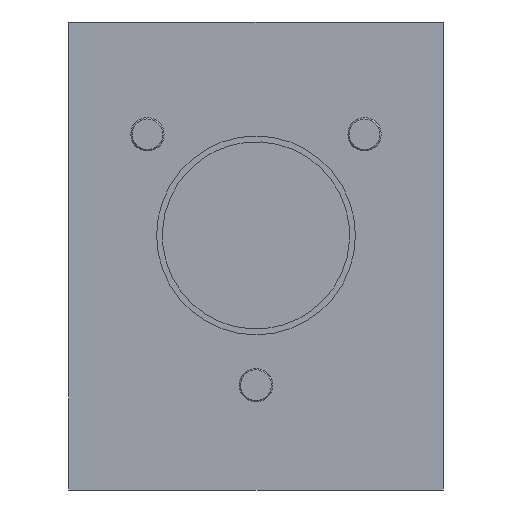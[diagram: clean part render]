
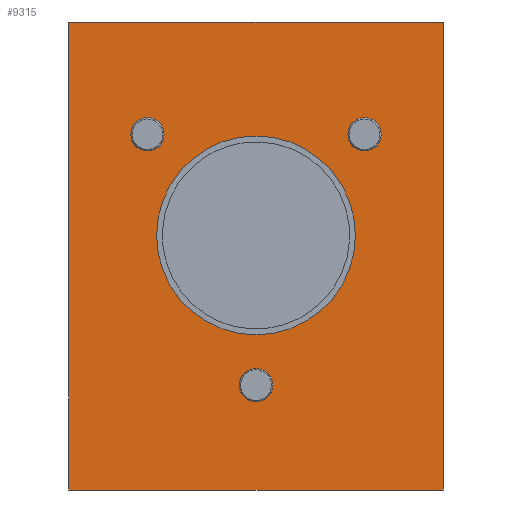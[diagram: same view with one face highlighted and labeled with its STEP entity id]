
A CAD part, front view. The second image highlights one B-rep face of the part: STEP entity #9315.
In plain terms, the highlighted planar face has unit normal (0, -1, 0).
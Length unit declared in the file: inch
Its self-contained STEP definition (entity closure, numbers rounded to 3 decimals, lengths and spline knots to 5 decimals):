
#4 = EDGE_CURVE ( 'NONE', #6942, #4208, #7405, .T. ) ;
#11 = VECTOR ( 'NONE', #6595, 39.37008 ) ;
#146 = CIRCLE ( 'NONE', #7597, 0.0445 ) ;
#208 = CARTESIAN_POINT ( 'NONE',  ( 0.00007, -0.5, -0.4445 ) ) ;
#210 = DIRECTION ( 'NONE',  ( 0., 0., 1. ) ) ;
#298 = EDGE_CURVE ( 'NONE', #5952, #1903, #146, .T. ) ;
#324 = CARTESIAN_POINT ( 'NONE',  ( 0.00007, -0.5, 0. ) ) ;
#339 = DIRECTION ( 'NONE',  ( 0., 0., 1. ) ) ;
#475 = CARTESIAN_POINT ( 'NONE',  ( 0., -0.5, 0. ) ) ;
#802 = DIRECTION ( 'NONE',  ( 0., 1., 0. ) ) ;
#864 = VECTOR ( 'NONE', #9062, 39.37008 ) ;
#1004 = ORIENTED_EDGE ( 'NONE', *, *, #4, .T. ) ;
#1085 = EDGE_CURVE ( 'NONE', #1903, #5952, #1430, .T. ) ;
#1126 = VERTEX_POINT ( 'NONE', #9471 ) ;
#1215 = DIRECTION ( 'NONE',  ( 0., 1., 0. ) ) ;
#1254 = AXIS2_PLACEMENT_3D ( 'NONE', #324, #1215, #3707 ) ;
#1359 = ORIENTED_EDGE ( 'NONE', *, *, #10254, .F. ) ;
#1430 = CIRCLE ( 'NONE', #10657, 0.0445 ) ;
#1480 = FACE_BOUND ( 'NONE', #1830, .T. ) ;
#1513 = CARTESIAN_POINT ( 'NONE',  ( 0.00007, -0.5, -0.3555 ) ) ;
#1643 = AXIS2_PLACEMENT_3D ( 'NONE', #6154, #5307, #6311 ) ;
#1830 = EDGE_LOOP ( 'NONE', ( #9538, #2974 ) ) ;
#1838 = EDGE_CURVE ( 'NONE', #1126, #8814, #3921, .T. ) ;
#1903 = VERTEX_POINT ( 'NONE', #8090 ) ;
#2120 = CARTESIAN_POINT ( 'NONE',  ( 0.50007, -0.5, 0. ) ) ;
#2129 = CARTESIAN_POINT ( 'NONE',  ( -0.28993, -0.5, 0.27 ) ) ;
#2174 = VERTEX_POINT ( 'NONE', #8854 ) ;
#2585 = DIRECTION ( 'NONE',  ( 0., 0., 1. ) ) ;
#2968 = EDGE_CURVE ( 'NONE', #2174, #8656, #7058, .T. ) ;
#2974 = ORIENTED_EDGE ( 'NONE', *, *, #7203, .T. ) ;
#3187 = VERTEX_POINT ( 'NONE', #208 ) ;
#3335 = AXIS2_PLACEMENT_3D ( 'NONE', #8412, #802, #2585 ) ;
#3395 = ORIENTED_EDGE ( 'NONE', *, *, #7925, .T. ) ;
#3533 = DIRECTION ( 'NONE',  ( 0., 0., 1. ) ) ;
#3707 = DIRECTION ( 'NONE',  ( 0., 0., 1. ) ) ;
#3764 = DIRECTION ( 'NONE',  ( 0., 1., 0. ) ) ;
#3788 = EDGE_CURVE ( 'NONE', #8656, #2174, #8861, .T. ) ;
#3914 = FACE_OUTER_BOUND ( 'NONE', #9934, .T. ) ;
#3921 = LINE ( 'NONE', #5765, #11 ) ;
#4014 = CARTESIAN_POINT ( 'NONE',  ( -0.28993, -0.5, 0.2255 ) ) ;
#4208 = VERTEX_POINT ( 'NONE', #4014 ) ;
#4370 = EDGE_LOOP ( 'NONE', ( #5454, #8851 ) ) ;
#4495 = CIRCLE ( 'NONE', #10718, 0.0445 ) ;
#4514 = CIRCLE ( 'NONE', #10740, 0.0445 ) ;
#5000 = CIRCLE ( 'NONE', #1643, 0.0445 ) ;
#5096 = DIRECTION ( 'NONE',  ( 0., 0., 1. ) ) ;
#5248 = DIRECTION ( 'NONE',  ( 0., 1., 0. ) ) ;
#5307 = DIRECTION ( 'NONE',  ( 0., 1., 0. ) ) ;
#5454 = ORIENTED_EDGE ( 'NONE', *, *, #2968, .T. ) ;
#5514 = DIRECTION ( 'NONE',  ( 0., 0., -1. ) ) ;
#5583 = CARTESIAN_POINT ( 'NONE',  ( 0., -0.5, -0.68 ) ) ;
#5765 = CARTESIAN_POINT ( 'NONE',  ( -0.49993, -0.5, 0. ) ) ;
#5798 = EDGE_CURVE ( 'NONE', #6297, #8549, #10568, .T. ) ;
#5891 = CARTESIAN_POINT ( 'NONE',  ( 0.00007, -0.5, 0.2655 ) ) ;
#5952 = VERTEX_POINT ( 'NONE', #6805 ) ;
#6154 = CARTESIAN_POINT ( 'NONE',  ( 0.00007, -0.5, -0.4 ) ) ;
#6200 = ORIENTED_EDGE ( 'NONE', *, *, #1838, .F. ) ;
#6259 = EDGE_CURVE ( 'NONE', #4208, #6942, #4495, .T. ) ;
#6297 = VERTEX_POINT ( 'NONE', #6509 ) ;
#6311 = DIRECTION ( 'NONE',  ( 0., 0., 1. ) ) ;
#6348 = DIRECTION ( 'NONE',  ( 0., 0., 1. ) ) ;
#6482 = LINE ( 'NONE', #9858, #10939 ) ;
#6509 = CARTESIAN_POINT ( 'NONE',  ( 0.50007, -0.5, 0.57 ) ) ;
#6530 = DIRECTION ( 'NONE',  ( -1., 0., 0. ) ) ;
#6595 = DIRECTION ( 'NONE',  ( 0., 0., 1. ) ) ;
#6805 = CARTESIAN_POINT ( 'NONE',  ( 0.29007, -0.5, 0.2255 ) ) ;
#6896 = CARTESIAN_POINT ( 'NONE',  ( 0.00007, -0.5, 0. ) ) ;
#6942 = VERTEX_POINT ( 'NONE', #10328 ) ;
#7058 = CIRCLE ( 'NONE', #10792, 0.2655 ) ;
#7061 = ORIENTED_EDGE ( 'NONE', *, *, #1085, .T. ) ;
#7132 = ORIENTED_EDGE ( 'NONE', *, *, #298, .T. ) ;
#7142 = FACE_BOUND ( 'NONE', #8751, .T. ) ;
#7203 = EDGE_CURVE ( 'NONE', #3187, #8254, #4514, .T. ) ;
#7311 = DIRECTION ( 'NONE',  ( 0., 1., 0. ) ) ;
#7405 = CIRCLE ( 'NONE', #3335, 0.0445 ) ;
#7586 = DIRECTION ( 'NONE',  ( 0., 1., 0. ) ) ;
#7597 = AXIS2_PLACEMENT_3D ( 'NONE', #10241, #5248, #3533 ) ;
#7822 = CARTESIAN_POINT ( 'NONE',  ( 0.29007, -0.5, 0.27 ) ) ;
#7925 = EDGE_CURVE ( 'NONE', #6297, #8814, #6482, .T. ) ;
#8090 = CARTESIAN_POINT ( 'NONE',  ( 0.29007, -0.5, 0.3145 ) ) ;
#8214 = VECTOR ( 'NONE', #5514, 39.37008 ) ;
#8254 = VERTEX_POINT ( 'NONE', #1513 ) ;
#8412 = CARTESIAN_POINT ( 'NONE',  ( -0.28993, -0.5, 0.27 ) ) ;
#8417 = CARTESIAN_POINT ( 'NONE',  ( 0.00007, -0.5, -0.4 ) ) ;
#8434 = EDGE_LOOP ( 'NONE', ( #7061, #7132 ) ) ;
#8549 = VERTEX_POINT ( 'NONE', #10773 ) ;
#8652 = ORIENTED_EDGE ( 'NONE', *, *, #5798, .F. ) ;
#8656 = VERTEX_POINT ( 'NONE', #5891 ) ;
#8751 = EDGE_LOOP ( 'NONE', ( #1004, #10104 ) ) ;
#8814 = VERTEX_POINT ( 'NONE', #10663 ) ;
#8851 = ORIENTED_EDGE ( 'NONE', *, *, #3788, .T. ) ;
#8854 = CARTESIAN_POINT ( 'NONE',  ( 0.00007, -0.5, -0.2655 ) ) ;
#8861 = CIRCLE ( 'NONE', #1254, 0.2655 ) ;
#8912 = FACE_BOUND ( 'NONE', #8434, .T. ) ;
#8992 = DIRECTION ( 'NONE',  ( 0., 1., 0. ) ) ;
#9062 = DIRECTION ( 'NONE',  ( -1., 0., 0. ) ) ;
#9315 = ADVANCED_FACE ( 'NONE', ( #1480, #7142, #8912, #3914, #9683 ), #10590, .F. ) ;
#9471 = CARTESIAN_POINT ( 'NONE',  ( -0.49993, -0.5, -0.68 ) ) ;
#9538 = ORIENTED_EDGE ( 'NONE', *, *, #10118, .T. ) ;
#9683 = FACE_BOUND ( 'NONE', #4370, .T. ) ;
#9744 = DIRECTION ( 'NONE',  ( 0., 0., 1. ) ) ;
#9858 = CARTESIAN_POINT ( 'NONE',  ( 0., -0.5, 0.57 ) ) ;
#9934 = EDGE_LOOP ( 'NONE', ( #3395, #6200, #1359, #8652 ) ) ;
#10104 = ORIENTED_EDGE ( 'NONE', *, *, #6259, .T. ) ;
#10118 = EDGE_CURVE ( 'NONE', #8254, #3187, #5000, .T. ) ;
#10241 = CARTESIAN_POINT ( 'NONE',  ( 0.29007, -0.5, 0.27 ) ) ;
#10254 = EDGE_CURVE ( 'NONE', #8549, #1126, #10640, .T. ) ;
#10282 = DIRECTION ( 'NONE',  ( 0., 1., 0. ) ) ;
#10328 = CARTESIAN_POINT ( 'NONE',  ( -0.28993, -0.5, 0.3145 ) ) ;
#10333 = AXIS2_PLACEMENT_3D ( 'NONE', #475, #7311, #9744 ) ;
#10568 = LINE ( 'NONE', #2120, #8214 ) ;
#10590 = PLANE ( 'NONE',  #10333 ) ;
#10640 = LINE ( 'NONE', #5583, #864 ) ;
#10657 = AXIS2_PLACEMENT_3D ( 'NONE', #7822, #3764, #210 ) ;
#10663 = CARTESIAN_POINT ( 'NONE',  ( -0.49993, -0.5, 0.57 ) ) ;
#10718 = AXIS2_PLACEMENT_3D ( 'NONE', #2129, #8992, #6348 ) ;
#10740 = AXIS2_PLACEMENT_3D ( 'NONE', #8417, #7586, #5096 ) ;
#10773 = CARTESIAN_POINT ( 'NONE',  ( 0.50007, -0.5, -0.68 ) ) ;
#10792 = AXIS2_PLACEMENT_3D ( 'NONE', #6896, #10282, #339 ) ;
#10939 = VECTOR ( 'NONE', #6530, 39.37008 ) ;
